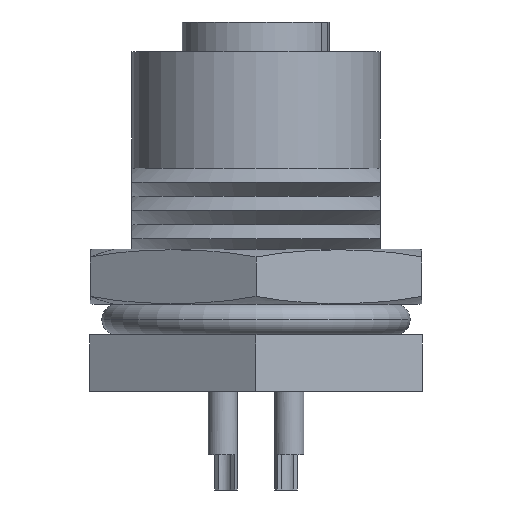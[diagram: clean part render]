
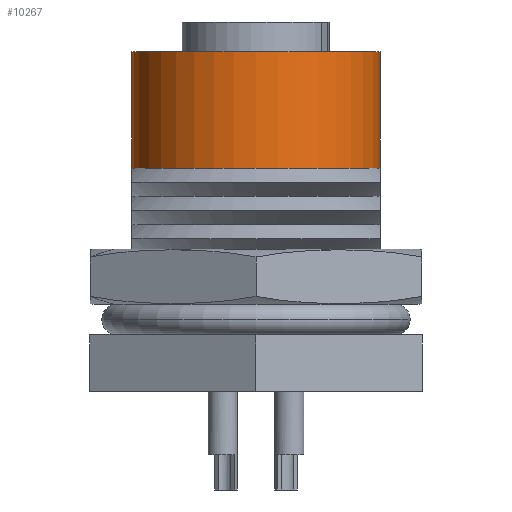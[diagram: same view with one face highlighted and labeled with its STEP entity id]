
A CAD part, front view. The second image highlights one B-rep face of the part: STEP entity #10267.
In plain terms, the highlighted cylindrical face has radius 6.706 mm (diameter 13.411 mm), a partial arc.
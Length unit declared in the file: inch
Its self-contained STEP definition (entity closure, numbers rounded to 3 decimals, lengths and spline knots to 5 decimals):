
#538 = EDGE_CURVE ( 'NONE', #580, #583, #2365, .T. ) ;
#577 = EDGE_CURVE ( 'NONE', #578, #580, #2475, .T. ) ;
#578 = VERTEX_POINT ( 'NONE', #2471 ) ;
#580 = VERTEX_POINT ( 'NONE', #2470 ) ;
#583 = VERTEX_POINT ( 'NONE', #2532 ) ;
#591 = EDGE_CURVE ( 'NONE', #600, #583, #2520, .T. ) ;
#600 = VERTEX_POINT ( 'NONE', #2556 ) ;
#1396 = ORIENTED_EDGE ( 'NONE', *, *, #577, .F. ) ;
#1397 = ORIENTED_EDGE ( 'NONE', *, *, #591, .T. ) ;
#1398 = ORIENTED_EDGE ( 'NONE', *, *, #538, .F. ) ;
#1404 = ORIENTED_EDGE ( 'NONE', *, *, #10265, .T. ) ;
#2361 = DIRECTION ( 'NONE',  ( -1., 0., 0. ) ) ;
#2362 = DIRECTION ( 'NONE',  ( 0., 0., -1. ) ) ;
#2363 = CARTESIAN_POINT ( 'NONE',  ( 0., 0., 0.475 ) ) ;
#2364 = AXIS2_PLACEMENT_3D ( 'NONE', #2363, #2362, #2361 ) ;
#2365 = CIRCLE ( 'NONE', #2364, 0.264 ) ;
#2470 = CARTESIAN_POINT ( 'NONE',  ( 0.264, 0., 0.475 ) ) ;
#2471 = CARTESIAN_POINT ( 'NONE',  ( 0.264, 0., 0.723 ) ) ;
#2472 = DIRECTION ( 'NONE',  ( 0., 0., -1. ) ) ;
#2473 = VECTOR ( 'NONE', #2472, 39.37008 ) ;
#2474 = CARTESIAN_POINT ( 'NONE',  ( 0.264, 0., -0.05021 ) ) ;
#2475 = LINE ( 'NONE', #2474, #2473 ) ;
#2517 = DIRECTION ( 'NONE',  ( 0., 0., -1. ) ) ;
#2518 = VECTOR ( 'NONE', #2517, 39.37008 ) ;
#2519 = CARTESIAN_POINT ( 'NONE',  ( -0.264, 0., -0.05021 ) ) ;
#2520 = LINE ( 'NONE', #2519, #2518 ) ;
#2532 = CARTESIAN_POINT ( 'NONE',  ( -0.264, 0., 0.475 ) ) ;
#2556 = CARTESIAN_POINT ( 'NONE',  ( -0.264, 0., 0.723 ) ) ;
#10242 = EDGE_LOOP ( 'NONE', ( #1396, #1404, #1397, #1398 ) ) ;
#10265 = EDGE_CURVE ( 'NONE', #578, #600, #13658, .T. ) ;
#10267 = ADVANCED_FACE ( 'NONE', ( #13653 ), #13652, .T. ) ;
#13647 = DIRECTION ( 'NONE',  ( -1., 0., 0. ) ) ;
#13648 = DIRECTION ( 'NONE',  ( 0., 0., -1. ) ) ;
#13649 = CARTESIAN_POINT ( 'NONE',  ( 0., 0., -0.05021 ) ) ;
#13650 = AXIS2_PLACEMENT_3D ( 'NONE', #13649, #13648, #13647 ) ;
#13652 = CYLINDRICAL_SURFACE ( 'NONE', #13650, 0.264 ) ;
#13653 = FACE_OUTER_BOUND ( 'NONE', #10242, .T. ) ;
#13654 = DIRECTION ( 'NONE',  ( -1., 0., 0. ) ) ;
#13655 = DIRECTION ( 'NONE',  ( 0., 0., -1. ) ) ;
#13656 = CARTESIAN_POINT ( 'NONE',  ( 0., 0., 0.723 ) ) ;
#13657 = AXIS2_PLACEMENT_3D ( 'NONE', #13656, #13655, #13654 ) ;
#13658 = CIRCLE ( 'NONE', #13657, 0.264 ) ;
